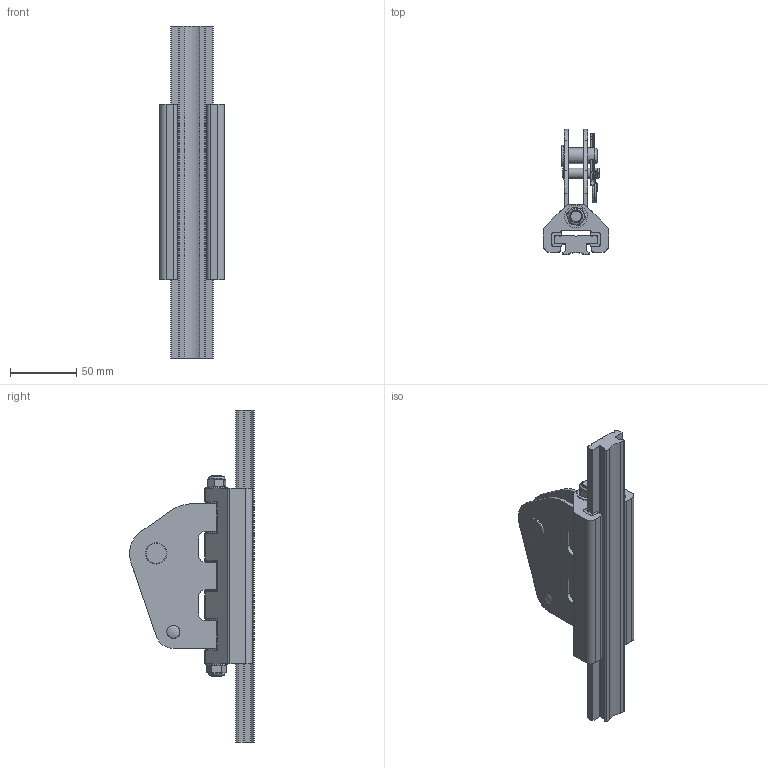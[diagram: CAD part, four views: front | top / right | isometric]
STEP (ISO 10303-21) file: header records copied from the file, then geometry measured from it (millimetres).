
FILE_DESCRIPTION(/* description */ (''),/* implementation_level */ '2;1');
FILE_NAME(/* name */ '671.002.stp',/* time_stamp */ '2020-07-08T11:55:38+02:00',/* author */ ('francesca'),/* organization */ (''),/* preprocessor_version */ 'ST-DEVELOPER v18.1',/* originating_system */ 'Autodesk Inventor 2021',/* authorisation */ '');
FILE_SCHEMA (('AUTOMOTIVE_DESIGN { 1 0 10303 214 3 1 1 }'));
Length unit declared in the file: millimetre
Products named in the file (1): 17112904
Bounding box: 49 x 94.07 x 250 mm (x, y, z)
Volume: 226357.7 mm3; surface area: 108395.7 mm2
Topology: 26 solids, 26 shells, 381 faces, 1024 edges, 674 vertices
Faces by surface type: plane 167, cylinder 152, bspline 28, cone 18, torus 15, sphere 1
Full cylindrical faces by diameter (mm): 3 x1, 4 x1, 6.647 x2, 7 x6, 8 x2, 8.2 x7, 8.4 x6, 9.2 x2, 12 x4, 12.2 x2, 12.5 x2, 16 x1, 17 x8
Entity records: 14629 total; most frequent: CARTESIAN_POINT 4833, DIRECTION 2028, ORIENTED_EDGE 2026, EDGE_CURVE 1013, AXIS2_PLACEMENT_3D 742, VERTEX_POINT 674, LINE 544, VECTOR 544
